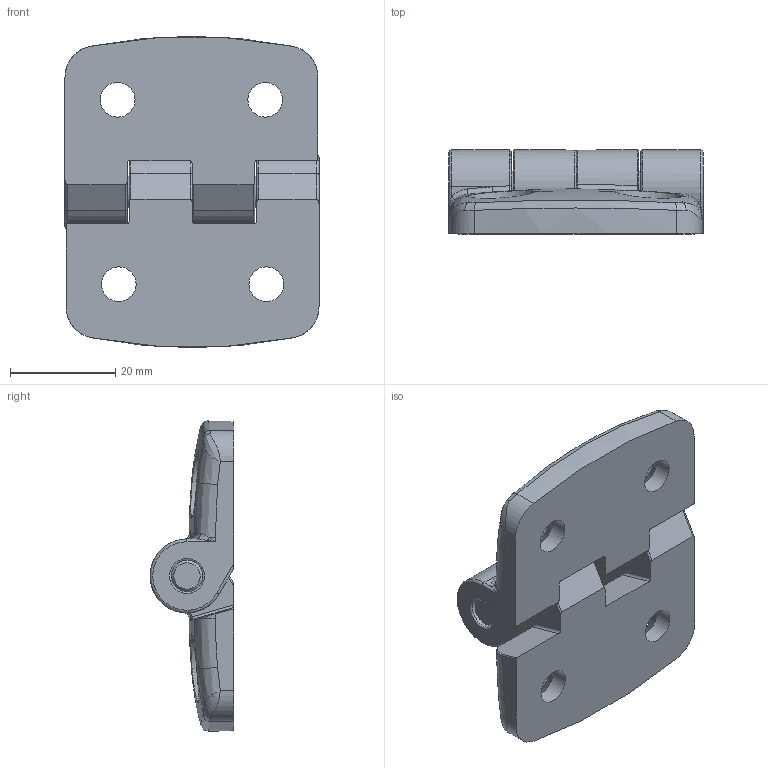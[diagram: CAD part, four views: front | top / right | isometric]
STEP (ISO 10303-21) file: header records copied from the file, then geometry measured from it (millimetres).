
FILE_DESCRIPTION(/* description */ (''),/* implementation_level */ '2;1');
FILE_NAME(/* name */ 'Syskomp 402600004 Kunstst-Kombisch 30x30 nicht aush..stp',/* time_stamp */ '2014-05-22T08:56:27+02:00',/* author */ ('mstrom'),/* organization */ (''),/* preprocessor_version */ 'ST-DEVELOPER v15.2',/* originating_system */ 'Autodesk Inventor 2014',/* authorisation */ '0 mm^3');
FILE_SCHEMA (('AUTOMOTIVE_DESIGN { 1 0 10303 214 3 1 1 }'));
Length unit declared in the file: millimetre
Products named in the file (1): Syskomp 402600004 Kunstst-Kombisch 30x30 nicht aush.
Bounding box: 48.2 x 15.9 x 59 mm (x, y, z)
Volume: 21361.1 mm3; surface area: 10674.3 mm2
Topology: 3 solids, 3 shells, 159 faces, 414 edges, 246 vertices
Faces by surface type: bspline 70, cylinder 44, plane 25, torus 14, cone 6
Full cylindrical faces by diameter (mm): 6 x5, 6.2 x1, 6.6 x4, 13 x4
Entity records: 8854 total; most frequent: CARTESIAN_POINT 5548, ORIENTED_EDGE 744, DIRECTION 572, EDGE_CURVE 372, AXIS2_PLACEMENT_3D 250, VERTEX_POINT 238, EDGE_LOOP 194, FACE_OUTER_BOUND 159
